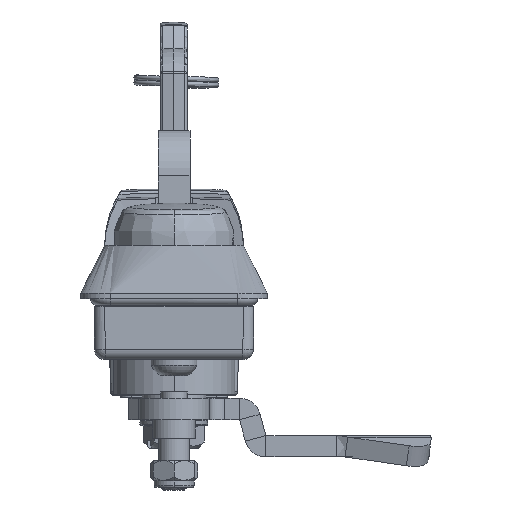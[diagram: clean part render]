
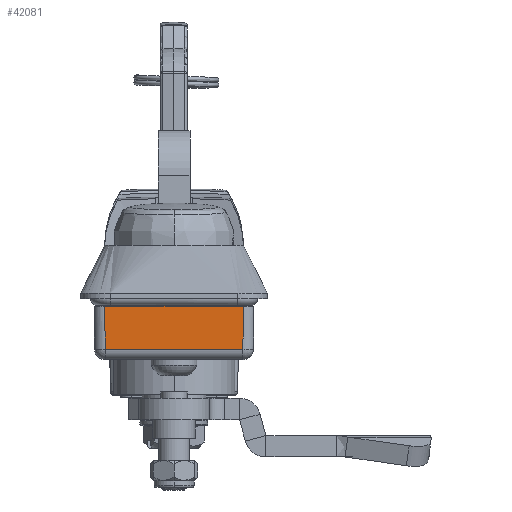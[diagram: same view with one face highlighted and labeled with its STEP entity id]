
A CAD part, left-side view. The second image highlights one B-rep face of the part: STEP entity #42081.
In plain terms, the highlighted planar face has unit normal (-1, 0, -0.009).
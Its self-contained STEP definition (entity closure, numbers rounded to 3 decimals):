
#2941 = ORIENTED_EDGE ( 'NONE', *, *, #24006, .F. ) ;
#3834 = DIRECTION ( 'NONE',  ( -1., 0., -0.009 ) ) ;
#4548 = CARTESIAN_POINT ( 'NONE',  ( -79.43, 12.93, -11.017 ) ) ;
#7742 = CARTESIAN_POINT ( 'NONE',  ( -79.5, -13.5, -3. ) ) ;
#8752 = CARTESIAN_POINT ( 'NONE',  ( -79.5, 13., -3. ) ) ;
#10020 = CARTESIAN_POINT ( 'NONE',  ( -79.5, -13., -3. ) ) ;
#11681 = B_SPLINE_CURVE_WITH_KNOTS ( 'NONE', 3,
 ( #28867, #33092, #50247, #15348 ),
 .UNSPECIFIED., .F., .F.,
 ( 4, 4 ),
 ( 0., 1. ),
 .UNSPECIFIED. ) ;
#12633 = DIRECTION ( 'NONE',  ( 0., 1., 0. ) ) ;
#14538 = CARTESIAN_POINT ( 'NONE',  ( -79.453, -12.953, -8.345 ) ) ;
#15348 = CARTESIAN_POINT ( 'NONE',  ( -79.43, -12.93, -11.017 ) ) ;
#16453 = EDGE_CURVE ( 'NONE', #31304, #30710, #34063, .T. ) ;
#18715 = EDGE_CURVE ( 'NONE', #27391, #37787, #11681, .T. ) ;
#20536 = VECTOR ( 'NONE', #12633, 1000. ) ;
#24006 = EDGE_CURVE ( 'NONE', #31304, #37787, #41725, .T. ) ;
#24137 = PLANE ( 'NONE',  #39294 ) ;
#25514 = ORIENTED_EDGE ( 'NONE', *, *, #18715, .T. ) ;
#25976 = CARTESIAN_POINT ( 'NONE',  ( -79.453, 12.953, -8.345 ) ) ;
#26248 = CARTESIAN_POINT ( 'NONE',  ( -79.477, 12.977, -5.672 ) ) ;
#27391 = VERTEX_POINT ( 'NONE', #32480 ) ;
#27695 = EDGE_CURVE ( 'NONE', #30710, #27391, #36783, .T. ) ;
#27738 = ORIENTED_EDGE ( 'NONE', *, *, #16453, .T. ) ;
#28348 = FACE_OUTER_BOUND ( 'NONE', #53622, .T. ) ;
#28867 = CARTESIAN_POINT ( 'NONE',  ( -79.43, 12.93, -11.017 ) ) ;
#29192 = DIRECTION ( 'NONE',  ( 0., 1., 0. ) ) ;
#30710 = VERTEX_POINT ( 'NONE', #31519 ) ;
#31089 = CARTESIAN_POINT ( 'NONE',  ( -79.5, -13., -3. ) ) ;
#31304 = VERTEX_POINT ( 'NONE', #31089 ) ;
#31519 = CARTESIAN_POINT ( 'NONE',  ( -79.5, 13., -3. ) ) ;
#31729 = CARTESIAN_POINT ( 'NONE',  ( -79.43, -12.93, -11.017 ) ) ;
#32279 = CARTESIAN_POINT ( 'NONE',  ( -79.477, -12.977, -5.672 ) ) ;
#32480 = CARTESIAN_POINT ( 'NONE',  ( -79.43, 12.93, -11.017 ) ) ;
#33092 = CARTESIAN_POINT ( 'NONE',  ( -79.43, 4.31, -11.017 ) ) ;
#34063 = LINE ( 'NONE', #51217, #20536 ) ;
#36783 = B_SPLINE_CURVE_WITH_KNOTS ( 'NONE', 3,
 ( #8752, #26248, #25976, #4548 ),
 .UNSPECIFIED., .F., .F.,
 ( 4, 4 ),
 ( 0., 1. ),
 .UNSPECIFIED. ) ;
#37787 = VERTEX_POINT ( 'NONE', #38422 ) ;
#38422 = CARTESIAN_POINT ( 'NONE',  ( -79.43, -12.93, -11.017 ) ) ;
#39294 = AXIS2_PLACEMENT_3D ( 'NONE', #7742, #3834, #29192 ) ;
#41725 = B_SPLINE_CURVE_WITH_KNOTS ( 'NONE', 3,
 ( #10020, #32279, #14538, #31729 ),
 .UNSPECIFIED., .F., .F.,
 ( 4, 4 ),
 ( 0., 1. ),
 .UNSPECIFIED. ) ;
#42081 = ADVANCED_FACE ( 'NONE', ( #28348 ), #24137, .T. ) ;
#50247 = CARTESIAN_POINT ( 'NONE',  ( -79.43, -4.31, -11.017 ) ) ;
#51217 = CARTESIAN_POINT ( 'NONE',  ( -79.5, -13.5, -3. ) ) ;
#53622 = EDGE_LOOP ( 'NONE', ( #27738, #53829, #25514, #2941 ) ) ;
#53829 = ORIENTED_EDGE ( 'NONE', *, *, #27695, .T. ) ;
